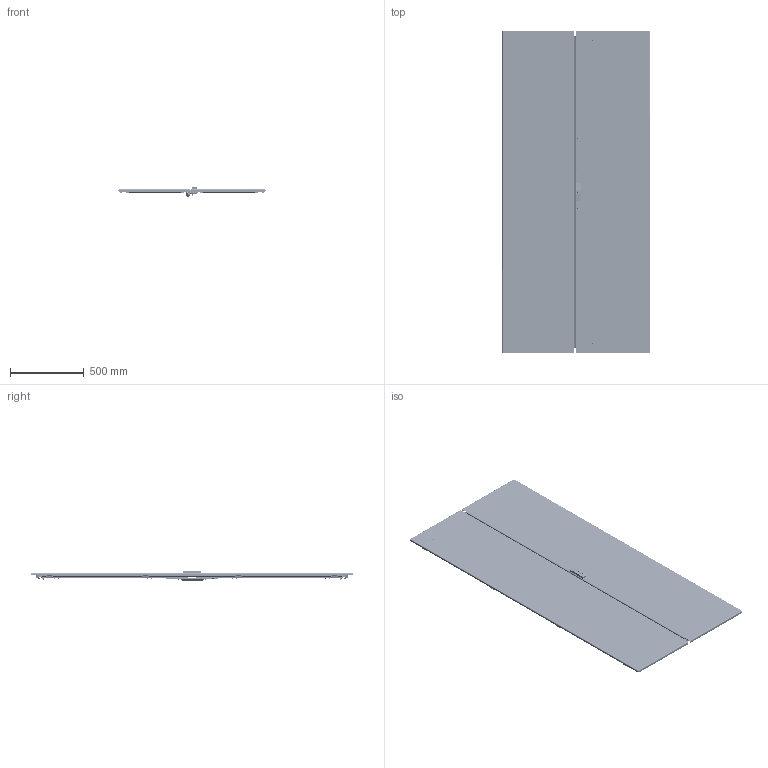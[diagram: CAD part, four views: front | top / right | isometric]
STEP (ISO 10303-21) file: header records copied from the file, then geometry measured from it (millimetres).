
FILE_DESCRIPTION (( 'STEP AP203' ), '1' );
FILE_NAME ('UR24500221006 Äâåðü ãëóõàÿ äâóõñòâîð÷àòàÿ RS52 220.100 ÑÏ (000.801.444-01).STEP', '2022-04-11T12:58:06', ( '' ), ( '' ), 'SwSTEP 2.0', 'SolidWorks 2017', '' );
FILE_SCHEMA (( 'CONFIG_CONTROL_DESIGN' ));
Length unit declared in the file: millimetre
Products named in the file (58): 040-188 Óïîð äâåðè; 嵑殧趌11371_6; 024-344 Ïëàñòèíà òÿãè êðóãëîé; 028-98 Ñêîáà; 000.800.061 Ïåòëÿ LC3_‡ ªàëâ®; 054-201 Ïîïåðå÷èíà äâåðè RS52_03 (00.50); 000.203.236 Äâåðü ãëóõàÿ ïðàâàÿ RS52 220.00_01 (220.100); 037-50 Ïåòëÿ LC3; 000.800.088 Òÿãà êðóãëàÿ LC3_05 (220.00); Øïèëüêà ðåçüáîâàÿ Ì6_Œ6å12; 040-162 ßçûê çàìêà; 219-1-2-00 Çàìîê-ðó÷êà ñ ìåõàíèçìîì; 蹴濋趌5915_M6; Âèíò DIN 7500 C TORX_Œ5å12; 025-245 Ïëàíêà çàïîðíàÿ LC3_04 (220.00); 048-06 Ïðóæèíà ïåòëè çàæèìíàÿ; Óïëîòíèòåëü ÏÏÓ äâåðè ëåâîé RS52_16 (220å50); Âèíò ISO 7380-2 TX_Œ5å16; UR24500221006 Äâåðü ãëóõàÿ äâóõñòâîð÷àòàÿ RS52 220.100 ÑÏ (000.801.444-01); 嵑殧趌6402_6; Øïèëüêà ïðèâàðíàÿ íåðåçüáîâàÿ_6å10; Øïèëüêà ðåçüáîâàÿ Ì6_Œ5å12; Øïèëüêà çàçåìëåíèÿ CKF CS_Œ6å16; Âèíò ISO 10642 TX_Œ5å16; Øïèëüêà ðåçüáîâàÿ Ì6_Œ6å20; 鍔錓_7798_M6x12; Ãàéêà Ýðèêñîíà Ì5 ñ ïëîñêîé ãîëîâêîé; 000.210.514 Îñíîâàíèå äâåðè ïðàâîé RS52 220.00_01 (220.100); 000.800.086 Ïëàíêà çàïîðíàÿ LC3_04 (220.00); hex flange nut_din_Hexagon Flange Nut DIN 6923 - M8 - N; 061-20 Âñòàâêà Ì6; 054-200 Ñòîéêà äâåðè RS52_05 (220.00); Çàêëåïêà ðåçüáîâàÿ óìåíüøåííûé áîðòèê øåñòèãðàííàÿ_Œ5å14; Âèíò ISO 10642 TX_Œ5å10; 025-244 Ïëàíêà çàïîðíàÿ LC3_04 (220.00); MS896 Çàìîê-íàêëàäêà îñíîâíàÿ äëÿ LC_‡ ªàëâ®; 024-315 Ïëàñòèíà òÿãè êðóãëîé; 029-326 ﾊ煇鳫; 040-162-01 ßçûê çàìêà; Óïëîòíèòåëü òèï Å óïîðà äâåðè RS52 ...
Assembly tree (193 placements, depth 4):
  UR24500221006 Äâåðü ãëóõàÿ äâóõñòâîð÷àòàÿ RS52 220.100 ÑÏ (000.801.444-01)
    000.203.236 Äâåðü ãëóõàÿ ïðàâàÿ RS52 220.00_01 (220.100)
      000.210.514 Îñíîâàíèå äâåðè ïðàâîé RS52 220.00_01 (220.100)
        012-1988 Ïàíåëü äâåðè ïðàâîé RS52 220.00_01 (220.100)
        Øïèëüêà ðåçüáîâàÿ Ì6_Œ5å12  x10
        Øïèëüêà çàçåìëåíèÿ CKF CS_Œ6å16  x2
        Øïèëüêà ðåçüáîâàÿ Ì6_Œ6å12  x6
        050-42 Âòóëêà ñêðûòîé ïåòëè  x4
      MS896 Çàìîê-íàêëàäêà îñíîâíàÿ äëÿ LC_‡ ªàëâ®
      Âèíò ISO 10642 TX_Œ5å10  x2
      040-172 Ïëàíêà çàïîðíàÿ_00
      000.800.086 Ïëàíêà çàïîðíàÿ LC3_04 (220.00)
        025-244 Ïëàíêà çàïîðíàÿ LC3_04 (220.00)
        028-98 Ñêîáà  x2
      000.800.087 Ïëàíêà çàïîðíàÿ LC3_04 (220.00)
        025-245 Ïëàíêà çàïîðíàÿ LC3_04 (220.00)
        028-98 Ñêîáà  x2
      ﾘ琺矜 ⅰⅱ浯 Star-lock_6  x6
      000.231.045 Ðàìà óñèëèâàþùàÿ RS52_21 (220.50)
        054-200 Ñòîéêà äâåðè RS52_05 (220.00)  x2
        054-201 Ïîïåðå÷èíà äâåðè RS52_03 (00.50)  x2
        029-373 Ñîåäèíèòåëü óãëîâîé ðàìêè äâåðè RS52  x4
        Âèíò DIN 7500 C TORX_Œ5å16  x8
      Ãàéêà Ýðèêñîíà Ì5 ñ ïëîñêîé ãîëîâêîé  x10
      Óïëîòíèòåëü ÏÏÓ äëÿ äâåðè ïðàâîé LC3 âåð. 2_16 (220å50)
    000.203.237 Äâåðü ãëóõàÿ ëåâàÿ RS52 220.00_01 (220.100)
      000.210.515 Îñíîâàíèå äâåðè ëåâîé RS52 220.00_01 (220.100)
        012-1989 Ïàíåëü äâåðè ëåâîé RS52 220.00_01 (220.100)
        Øïèëüêà ðåçüáîâàÿ Ì6_Œ5å12  x10
        Øïèëüêà çàçåìëåíèÿ CKF CS_Œ6å16  x2
        Øïèëüêà ðåçüáîâàÿ Ì6_Œ6å20  x2
        050-42 Âòóëêà ñêðûòîé ïåòëè  x4
        029-325 ﾊ煇鳫  x2
      029-326 ﾊ煇鳫
      Çàêëåïêà ðåçüáîâàÿ óìåíüøåííûé áîðòèê øåñòèãðàííàÿ_Œ5å14  x10
      Âèíò ISO 7380-2 TX_Œ5å16  x2
      219-1-2-00 Çàìîê-ðó÷êà ñ ìåõàíèçìîì
      040-162 ßçûê çàìêà
      040-162-01 ßçûê çàìêà
      061-20 Âñòàâêà Ì6  x2
      嵑殧趌11371_6  x2
      嵑殧趌6402_6  x2
      蹴濋趌5915_M6  x2
      000.800.088 Òÿãà êðóãëàÿ LC3_05 (220.00)  x2
        040-190 Òÿãà êðóãëàÿ LC3_05 (220.00)
        024-315 Ïëàñòèíà òÿãè êðóãëîé
        024-344 Ïëàñòèíà òÿãè êðóãëîé
        Øïèëüêà ïðèâàðíàÿ íåðåçüáîâàÿ_6å10
      鍔錓_7798_M6x12  x2
      hex flange nut_din_Hexagon Flange Nut DIN 6923 - M8 - N  x2
      ﾘ琺矜 ⅰⅱ浯 Star-lock_6  x2
      000.231.045 Ðàìà óñèëèâàþùàÿ RS52_21 (220.50)
        054-200 Ñòîéêà äâåðè RS52_05 (220.00)  x2
        054-201 Ïîïåðå÷èíà äâåðè RS52_03 (00.50)  x2
        029-373 Ñîåäèíèòåëü óãëîâîé ðàìêè äâåðè RS52  x4
        Âèíò DIN 7500 C TORX_Œ5å16  x8
      Ãàéêà Ýðèêñîíà Ì5 ñ ïëîñêîé ãîëîâêîé  x10
      Óïëîòíèòåëü ÏÏÓ äâåðè ëåâîé RS52_16 (220å50)
      028-135 Ñêîáà  x4
      Âèíò ISO 10642 TX_Œ5å16  x8
Bounding box: 996.8 x 2184 x 69.25 mm (x, y, z)
Volume: 7033406.2 mm3; surface area: 7053208.1 mm2
Topology: 229 solids, 233 shells, 8350 faces, 21446 edges, 13491 vertices
Faces by surface type: cylinder 3492, plane 3492, cone 796, bspline 284, torus 246, sphere 40
Entity records: 79400 total; most frequent: CARTESIAN_POINT 16562, DIRECTION 11476, ORIENTED_EDGE 10624, EDGE_CURVE 5315, AXIS2_PLACEMENT_3D 4241, VERTEX_POINT 3348, LINE 2994, VECTOR 2994
